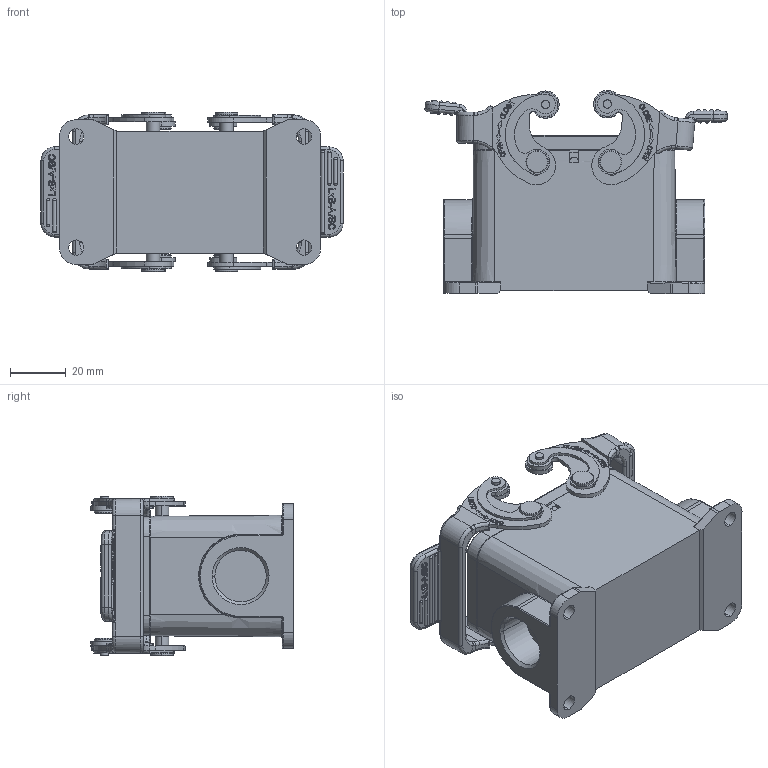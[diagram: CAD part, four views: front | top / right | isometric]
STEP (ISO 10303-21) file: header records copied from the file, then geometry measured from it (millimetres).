
FILE_DESCRIPTION((''),'2;1');
FILE_NAME('3D_HV10B-SF-2L_SC-M25_V1_0','2017-09-28T',('dm.li'),(''),'PRO/ENGINEER BY PARAMETRIC TECHNOLOGY CORPORATION, 2012480','PRO/ENGINEER BY PARAMETRIC TECHNOLOGY CORPORATION, 2012480','');
FILE_SCHEMA(('AUTOMOTIVE_DESIGN { 1 0 10303 214 1 1 1 1 }'));
Products named in the file (1): 3D_HV10B-SF-2L_SC-M25_V1_0
Bounding box: 108.78 x 73.01 x 57.45 mm (x, y, z)
Volume: 88442.5 mm3; surface area: 49562.1 mm2
Topology: 1 solids, 8 shells, 1573 faces, 4246 edges, 2816 vertices
Faces by surface type: plane 715, cylinder 404, extrusion 160, torus 102, bspline 96, cone 56, sphere 40
Entity records: 65004 total; most frequent: CARTESIAN_POINT 17335, ORIENTED_EDGE 8440, DIRECTION 7631, EDGE_CURVE 4228, VERTEX_POINT 2816, AXIS2_PLACEMENT_3D 2632, VECTOR 2367, LINE 2207
